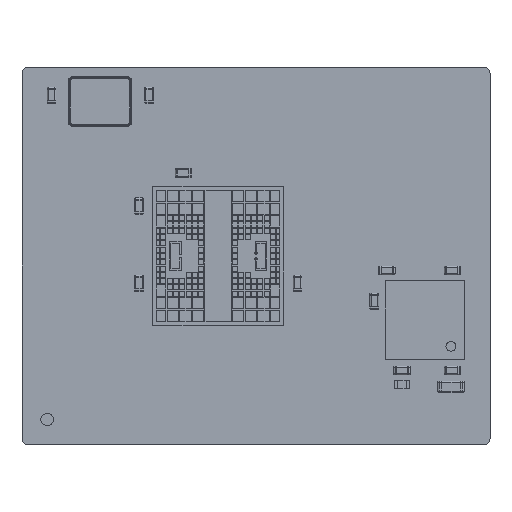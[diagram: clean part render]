
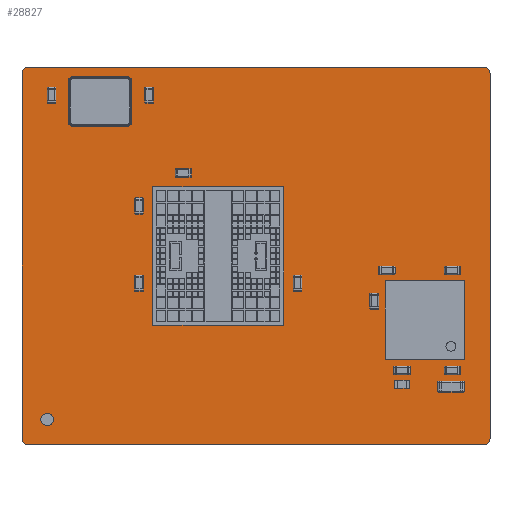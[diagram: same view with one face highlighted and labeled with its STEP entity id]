
A CAD part, top view. The second image highlights one B-rep face of the part: STEP entity #28827.
In plain terms, the highlighted planar face has unit normal (0, 0, 1).
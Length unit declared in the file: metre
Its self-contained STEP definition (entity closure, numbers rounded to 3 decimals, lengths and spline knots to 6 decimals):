
#999=PLANE('',#34405);
#2470=CIRCLE('',#34406,0.00025);
#2471=CIRCLE('',#34407,0.000249);
#2472=CIRCLE('',#34408,0.000249);
#2473=CIRCLE('',#34409,0.000249);
#2474=CIRCLE('',#34410,0.000249);
#3936=ORIENTED_EDGE('',*,*,#11469,.F.);
#3937=ORIENTED_EDGE('',*,*,#11470,.F.);
#3938=ORIENTED_EDGE('',*,*,#11471,.F.);
#3939=ORIENTED_EDGE('',*,*,#11472,.F.);
#3940=ORIENTED_EDGE('',*,*,#11473,.F.);
#3941=ORIENTED_EDGE('',*,*,#11474,.F.);
#3942=ORIENTED_EDGE('',*,*,#11475,.F.);
#3943=ORIENTED_EDGE('',*,*,#11476,.F.);
#3944=ORIENTED_EDGE('',*,*,#11477,.F.);
#11469=EDGE_CURVE('',#15306,#15306,#2470,.T.);
#11470=EDGE_CURVE('',#15307,#15308,#2471,.T.);
#11471=EDGE_CURVE('',#15309,#15307,#17979,.T.);
#11472=EDGE_CURVE('',#15310,#15309,#2472,.T.);
#11473=EDGE_CURVE('',#15311,#15310,#17980,.T.);
#11474=EDGE_CURVE('',#15312,#15311,#2473,.T.);
#11475=EDGE_CURVE('',#15313,#15312,#17981,.T.);
#11476=EDGE_CURVE('',#15314,#15313,#2474,.T.);
#11477=EDGE_CURVE('',#15308,#15314,#17982,.T.);
#15306=VERTEX_POINT('',#47166);
#15307=VERTEX_POINT('',#47168);
#15308=VERTEX_POINT('',#47169);
#15309=VERTEX_POINT('',#47171);
#15310=VERTEX_POINT('',#47173);
#15311=VERTEX_POINT('',#47175);
#15312=VERTEX_POINT('',#47177);
#15313=VERTEX_POINT('',#47179);
#15314=VERTEX_POINT('',#47181);
#17979=LINE('',#47170,#21373);
#17980=LINE('',#47174,#21374);
#17981=LINE('',#47178,#21375);
#17982=LINE('',#47182,#21376);
#21373=VECTOR('',#38067,1.);
#21374=VECTOR('',#38070,1.);
#21375=VECTOR('',#38073,1.);
#21376=VECTOR('',#38076,1.);
#24606=EDGE_LOOP('',(#3936));
#24607=EDGE_LOOP('',(#3937,#3938,#3939,#3940,#3941,#3942,#3943,#3944));
#26545=FACE_BOUND('',#24606,.T.);
#26546=FACE_BOUND('',#24607,.T.);
#28827=ADVANCED_FACE('',(#26545,#26546),#999,.F.);
#34405=AXIS2_PLACEMENT_3D('',#47164,#38061,#38062);
#34406=AXIS2_PLACEMENT_3D('',#47165,#38063,#38064);
#34407=AXIS2_PLACEMENT_3D('',#47167,#38065,#38066);
#34408=AXIS2_PLACEMENT_3D('',#47172,#38068,#38069);
#34409=AXIS2_PLACEMENT_3D('',#47176,#38071,#38072);
#34410=AXIS2_PLACEMENT_3D('',#47180,#38074,#38075);
#38061=DIRECTION('',(0.,0.,-1.));
#38062=DIRECTION('',(-1.,0.,0.));
#38063=DIRECTION('',(0.,0.,1.));
#38064=DIRECTION('',(1.,0.,0.));
#38065=DIRECTION('',(0.,0.,-1.));
#38066=DIRECTION('',(0.003,-1.,0.));
#38067=DIRECTION('',(-1.,0.,0.));
#38068=DIRECTION('',(0.,0.,-1.));
#38069=DIRECTION('',(1.,0.003,0.));
#38070=DIRECTION('',(0.,-1.,0.));
#38071=DIRECTION('',(0.,0.,-1.));
#38072=DIRECTION('',(-0.003,1.,0.));
#38073=DIRECTION('',(1.,0.,0.));
#38074=DIRECTION('',(0.,0.,-1.));
#38075=DIRECTION('',(-1.,-0.003,0.));
#38076=DIRECTION('',(0.,1.,0.));
#47164=CARTESIAN_POINT('',(0.0093,0.0075,0.));
#47165=CARTESIAN_POINT('',(0.001,0.001,0.));
#47166=CARTESIAN_POINT('',(0.00125,0.001,0.));
#47167=CARTESIAN_POINT('',(0.000249,0.000249,0.));
#47168=CARTESIAN_POINT('',(0.00025,0.,0.));
#47169=CARTESIAN_POINT('',(0.,0.00025,0.));
#47170=CARTESIAN_POINT('',(0.01835,0.,0.));
#47171=CARTESIAN_POINT('',(0.01835,0.,0.));
#47172=CARTESIAN_POINT('',(0.018351,0.000249,0.));
#47173=CARTESIAN_POINT('',(0.0186,0.00025,0.));
#47174=CARTESIAN_POINT('',(0.0186,0.01475,0.));
#47175=CARTESIAN_POINT('',(0.0186,0.01475,0.));
#47176=CARTESIAN_POINT('',(0.018351,0.014751,0.));
#47177=CARTESIAN_POINT('',(0.01835,0.015,0.));
#47178=CARTESIAN_POINT('',(0.00025,0.015,0.));
#47179=CARTESIAN_POINT('',(0.00025,0.015,0.));
#47180=CARTESIAN_POINT('',(0.000249,0.014751,0.));
#47181=CARTESIAN_POINT('',(0.,0.01475,0.));
#47182=CARTESIAN_POINT('',(0.,0.00025,0.));
